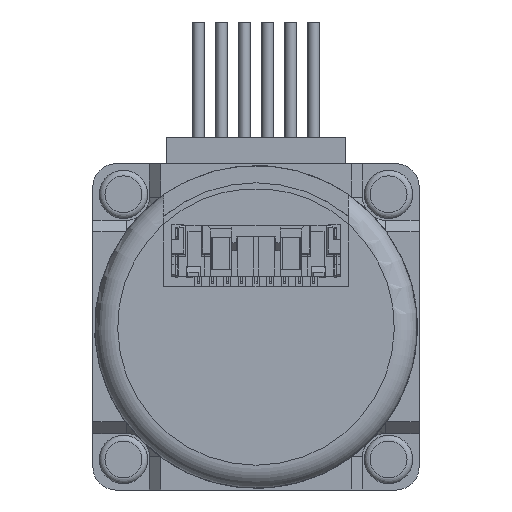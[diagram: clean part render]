
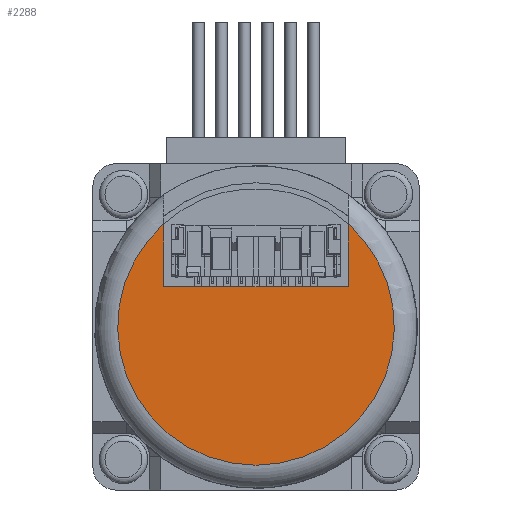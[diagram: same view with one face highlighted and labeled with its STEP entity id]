
A CAD part, front view. The second image highlights one B-rep face of the part: STEP entity #2288.
In plain terms, the highlighted face is planar.
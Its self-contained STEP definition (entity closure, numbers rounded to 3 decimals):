
#2288 = ADVANCED_FACE( 'NONE', ( #5433 ), #5434, .T. );
#5433 = FACE_OUTER_BOUND( '', #9595, .T. );
#5434 = PLANE( '', #9596 );
#9595 = EDGE_LOOP( '', ( #16346, #16347, #16348, #16349 ) );
#9596 = AXIS2_PLACEMENT_3D( '', #16350, #16351, #16352 );
#16346 = ORIENTED_EDGE( '', *, *, #25111, .F. );
#16347 = ORIENTED_EDGE( '', *, *, #27177, .T. );
#16348 = ORIENTED_EDGE( '', *, *, #27178, .F. );
#16349 = ORIENTED_EDGE( '', *, *, #27179, .F. );
#16350 = CARTESIAN_POINT( '', ( -1.882, 11.635, 0. ) );
#16351 = DIRECTION( '', ( 0., 1., 0. ) );
#16352 = DIRECTION( '', ( 1., 0., 0. ) );
#25111 = EDGE_CURVE( 'NONE', #30299, #30301, #30302, .T. );
#27177 = EDGE_CURVE( 'NONE', #30299, #33774, #33775, .T. );
#27178 = EDGE_CURVE( 'NONE', #33776, #33774, #33777, .T. );
#27179 = EDGE_CURVE( 'NONE', #30301, #33776, #33778, .T. );
#30299 = VERTEX_POINT( 'NONE', #37873 );
#30301 = VERTEX_POINT( 'NONE', #37890 );
#30302 = LINE( '', #37891, #37892 );
#33774 = VERTEX_POINT( 'NONE', #42947 );
#33775 = CIRCLE( '', #42948, 12. );
#33776 = VERTEX_POINT( 'NONE', #42949 );
#33777 = LINE( '', #42950, #42951 );
#33778 = LINE( '', #42952, #42953 );
#37873 = CARTESIAN_POINT( '', ( 7.062, 11.635, -8. ) );
#37890 = CARTESIAN_POINT( '', ( 1.618, 11.635, -8. ) );
#37891 = CARTESIAN_POINT( '', ( 1.618, 11.635, -8. ) );
#37892 = VECTOR( '', #48086, 1000. );
#42947 = CARTESIAN_POINT( '', ( 7.062, 11.635, 8. ) );
#42948 = AXIS2_PLACEMENT_3D( '', #50332, #50333, #50334 );
#42949 = CARTESIAN_POINT( '', ( 1.618, 11.635, 8. ) );
#42950 = CARTESIAN_POINT( '', ( 1.618, 11.635, 8. ) );
#42951 = VECTOR( '', #50335, 1000. );
#42952 = CARTESIAN_POINT( '', ( 1.618, 11.635, -8. ) );
#42953 = VECTOR( '', #50336, 1000. );
#48086 = DIRECTION( '', ( -1., 0., 0. ) );
#50332 = CARTESIAN_POINT( '', ( -1.882, 11.635, 0. ) );
#50333 = DIRECTION( '', ( 0., 1., 0. ) );
#50334 = DIRECTION( '', ( 0., 0., 1. ) );
#50335 = DIRECTION( '', ( 1., 0., 0. ) );
#50336 = DIRECTION( '', ( 0., 0., 1. ) );
